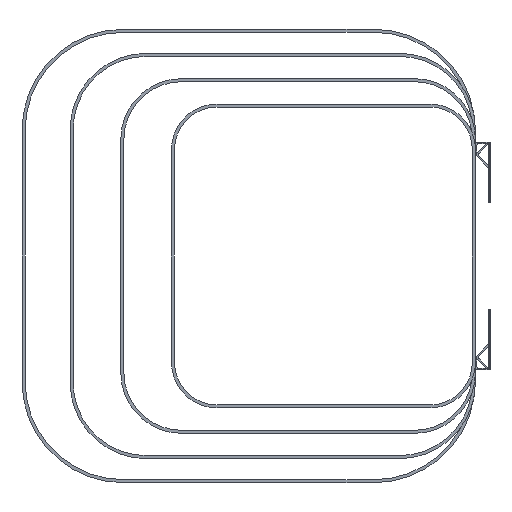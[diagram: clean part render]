
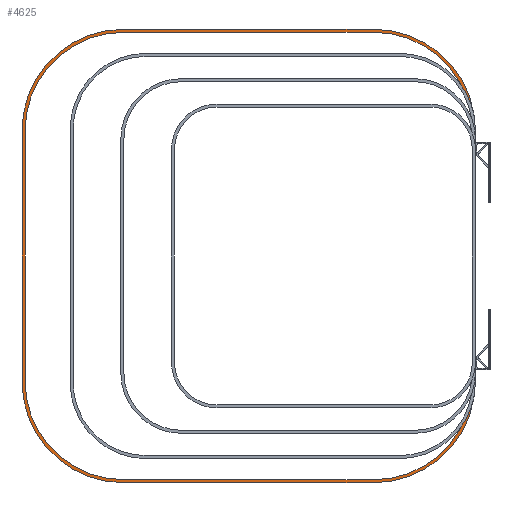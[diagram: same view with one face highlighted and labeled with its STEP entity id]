
A CAD part, left-side view. The second image highlights one B-rep face of the part: STEP entity #4625.
In plain terms, the highlighted planar face has unit normal (-1, 0, 0).
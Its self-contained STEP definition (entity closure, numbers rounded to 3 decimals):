
#4 = VERTEX_POINT ( 'NONE', #1587 ) ;
#13 = EDGE_CURVE ( 'NONE', #1171, #6619, #3168, .T. ) ;
#114 = VERTEX_POINT ( 'NONE', #4394 ) ;
#138 = CARTESIAN_POINT ( 'NONE',  ( -95., 247.5, -447.5 ) ) ;
#159 = LINE ( 'NONE', #6757, #964 ) ;
#232 = DIRECTION ( 'NONE',  ( 0., 0., -1. ) ) ;
#251 = CARTESIAN_POINT ( 'NONE',  ( -95., -247.5, -447.5 ) ) ;
#258 = CIRCLE ( 'NONE', #944, 200. ) ;
#297 = CARTESIAN_POINT ( 'NONE',  ( -95., 247.5, 447.5 ) ) ;
#391 = LINE ( 'NONE', #2551, #1087 ) ;
#559 = VERTEX_POINT ( 'NONE', #1791 ) ;
#669 = FACE_OUTER_BOUND ( 'NONE', #2176, .T. ) ;
#701 = FACE_BOUND ( 'NONE', #6466, .T. ) ;
#728 = CIRCLE ( 'NONE', #3333, 194. ) ;
#746 = VERTEX_POINT ( 'NONE', #251 ) ;
#938 = DIRECTION ( 'NONE',  ( 0., 1., 0. ) ) ;
#944 = AXIS2_PLACEMENT_3D ( 'NONE', #4576, #6416, #1590 ) ;
#964 = VECTOR ( 'NONE', #1359, 1000. ) ;
#976 = CIRCLE ( 'NONE', #6299, 194. ) ;
#1003 = VERTEX_POINT ( 'NONE', #1815 ) ;
#1051 = CARTESIAN_POINT ( 'NONE',  ( -95., 247.5, -247.5 ) ) ;
#1087 = VECTOR ( 'NONE', #2027, 1000. ) ;
#1136 = ORIENTED_EDGE ( 'NONE', *, *, #4407, .T. ) ;
#1171 = VERTEX_POINT ( 'NONE', #1881 ) ;
#1179 = AXIS2_PLACEMENT_3D ( 'NONE', #1051, #6978, #3673 ) ;
#1182 = CARTESIAN_POINT ( 'NONE',  ( -95., 447.5, 247.5 ) ) ;
#1221 = DIRECTION ( 'NONE',  ( 0., 0., 1. ) ) ;
#1292 = CIRCLE ( 'NONE', #1179, 200. ) ;
#1304 = DIRECTION ( 'NONE',  ( 0., 0., -1. ) ) ;
#1359 = DIRECTION ( 'NONE',  ( 0., -1., 0. ) ) ;
#1371 = CARTESIAN_POINT ( 'NONE',  ( -95., 247.5, -447.5 ) ) ;
#1430 = CARTESIAN_POINT ( 'NONE',  ( -95., -441.5, 247.5 ) ) ;
#1548 = AXIS2_PLACEMENT_3D ( 'NONE', #5002, #2295, #4465 ) ;
#1550 = CARTESIAN_POINT ( 'NONE',  ( -95., 247.5, -247.5 ) ) ;
#1587 = CARTESIAN_POINT ( 'NONE',  ( -95., -247.5, -441.5 ) ) ;
#1590 = DIRECTION ( 'NONE',  ( 0., 0., -1. ) ) ;
#1591 = ORIENTED_EDGE ( 'NONE', *, *, #4706, .F. ) ;
#1612 = ORIENTED_EDGE ( 'NONE', *, *, #3327, .T. ) ;
#1762 = DIRECTION ( 'NONE',  ( 1., 0., 0. ) ) ;
#1791 = CARTESIAN_POINT ( 'NONE',  ( -95., 447.5, -247.5 ) ) ;
#1815 = CARTESIAN_POINT ( 'NONE',  ( -95., 247.5, 441.5 ) ) ;
#1881 = CARTESIAN_POINT ( 'NONE',  ( -95., 247.5, -441.5 ) ) ;
#1927 = CARTESIAN_POINT ( 'NONE',  ( -95., -247.5, 441.5 ) ) ;
#1930 = CARTESIAN_POINT ( 'NONE',  ( -95., 247.5, 247.5 ) ) ;
#1934 = CARTESIAN_POINT ( 'NONE',  ( -95., -441.5, 247.5 ) ) ;
#1975 = DIRECTION ( 'NONE',  ( 0., 0., -1. ) ) ;
#2027 = DIRECTION ( 'NONE',  ( 0., 0., -1. ) ) ;
#2041 = AXIS2_PLACEMENT_3D ( 'NONE', #1550, #4709, #5879 ) ;
#2129 = ORIENTED_EDGE ( 'NONE', *, *, #2560, .F. ) ;
#2146 = ORIENTED_EDGE ( 'NONE', *, *, #3419, .F. ) ;
#2157 = EDGE_CURVE ( 'NONE', #746, #4198, #5633, .T. ) ;
#2176 = EDGE_LOOP ( 'NONE', ( #2869, #2129, #1591, #3081, #2146, #5546, #6738, #3148 ) ) ;
#2295 = DIRECTION ( 'NONE',  ( 1., 0., 0. ) ) ;
#2435 = CARTESIAN_POINT ( 'NONE',  ( -95., -247.5, 247.5 ) ) ;
#2551 = CARTESIAN_POINT ( 'NONE',  ( -95., -447.5, 247.5 ) ) ;
#2560 = EDGE_CURVE ( 'NONE', #114, #2591, #5195, .T. ) ;
#2565 = VERTEX_POINT ( 'NONE', #6794 ) ;
#2591 = VERTEX_POINT ( 'NONE', #5866 ) ;
#2668 = VECTOR ( 'NONE', #1221, 1000. ) ;
#2795 = AXIS2_PLACEMENT_3D ( 'NONE', #1930, #5724, #5761 ) ;
#2811 = CARTESIAN_POINT ( 'NONE',  ( -95., -447.5, -247.5 ) ) ;
#2819 = CARTESIAN_POINT ( 'NONE',  ( -95., 247.5, 247.5 ) ) ;
#2869 = ORIENTED_EDGE ( 'NONE', *, *, #6368, .F. ) ;
#2937 = DIRECTION ( 'NONE',  ( 1., 0., 0. ) ) ;
#2994 = ORIENTED_EDGE ( 'NONE', *, *, #5988, .T. ) ;
#2997 = EDGE_CURVE ( 'NONE', #4995, #746, #258, .T. ) ;
#3040 = CARTESIAN_POINT ( 'NONE',  ( -95., -247.5, -247.5 ) ) ;
#3081 = ORIENTED_EDGE ( 'NONE', *, *, #6604, .F. ) ;
#3087 = DIRECTION ( 'NONE',  ( 0., 0., -1. ) ) ;
#3148 = ORIENTED_EDGE ( 'NONE', *, *, #6464, .F. ) ;
#3168 = CIRCLE ( 'NONE', #2041, 194. ) ;
#3273 = LINE ( 'NONE', #1182, #2668 ) ;
#3327 = EDGE_CURVE ( 'NONE', #6265, #4806, #728, .T. ) ;
#3333 = AXIS2_PLACEMENT_3D ( 'NONE', #2435, #2937, #1304 ) ;
#3367 = LINE ( 'NONE', #5535, #6102 ) ;
#3419 = EDGE_CURVE ( 'NONE', #4198, #559, #1292, .T. ) ;
#3672 = VERTEX_POINT ( 'NONE', #6764 ) ;
#3673 = DIRECTION ( 'NONE',  ( 0., 0., 1. ) ) ;
#3879 = ORIENTED_EDGE ( 'NONE', *, *, #5789, .T. ) ;
#3940 = CIRCLE ( 'NONE', #6200, 194. ) ;
#4097 = VECTOR ( 'NONE', #6736, 1000. ) ;
#4149 = CIRCLE ( 'NONE', #2795, 200. ) ;
#4154 = CARTESIAN_POINT ( 'NONE',  ( -95., -247.5, 247.5 ) ) ;
#4198 = VERTEX_POINT ( 'NONE', #138 ) ;
#4264 = CARTESIAN_POINT ( 'NONE',  ( -95., -441.5, -247.5 ) ) ;
#4394 = CARTESIAN_POINT ( 'NONE',  ( -95., 247.5, 447.5 ) ) ;
#4407 = EDGE_CURVE ( 'NONE', #5253, #4, #976, .T. ) ;
#4413 = ORIENTED_EDGE ( 'NONE', *, *, #5228, .T. ) ;
#4465 = DIRECTION ( 'NONE',  ( 0., 0., -1. ) ) ;
#4576 = CARTESIAN_POINT ( 'NONE',  ( -95., -247.5, -247.5 ) ) ;
#4625 = ADVANCED_FACE ( 'NONE', ( #701, #669 ), #5950, .F. ) ;
#4630 = DIRECTION ( 'NONE',  ( 0., -1., 0. ) ) ;
#4706 = EDGE_CURVE ( 'NONE', #5938, #114, #4149, .T. ) ;
#4709 = DIRECTION ( 'NONE',  ( 1., 0., 0. ) ) ;
#4806 = VERTEX_POINT ( 'NONE', #1430 ) ;
#4938 = ORIENTED_EDGE ( 'NONE', *, *, #13, .T. ) ;
#4943 = CIRCLE ( 'NONE', #5511, 200. ) ;
#4995 = VERTEX_POINT ( 'NONE', #2811 ) ;
#4998 = DIRECTION ( 'NONE',  ( 0., 0., 1. ) ) ;
#5002 = CARTESIAN_POINT ( 'NONE',  ( -95., -247.5, 247.5 ) ) ;
#5079 = VECTOR ( 'NONE', #232, 1000. ) ;
#5195 = LINE ( 'NONE', #297, #6154 ) ;
#5207 = DIRECTION ( 'NONE',  ( 1., 0., 0. ) ) ;
#5228 = EDGE_CURVE ( 'NONE', #3672, #1003, #3940, .T. ) ;
#5253 = VERTEX_POINT ( 'NONE', #4264 ) ;
#5511 = AXIS2_PLACEMENT_3D ( 'NONE', #4154, #6354, #3087 ) ;
#5530 = DIRECTION ( 'NONE',  ( 0., 0., -1. ) ) ;
#5535 = CARTESIAN_POINT ( 'NONE',  ( -95., 441.5, 247.5 ) ) ;
#5546 = ORIENTED_EDGE ( 'NONE', *, *, #2157, .F. ) ;
#5630 = LINE ( 'NONE', #1934, #5079 ) ;
#5633 = LINE ( 'NONE', #1371, #4097 ) ;
#5724 = DIRECTION ( 'NONE',  ( 1., 0., 0. ) ) ;
#5761 = DIRECTION ( 'NONE',  ( 0., 0., -1. ) ) ;
#5766 = EDGE_CURVE ( 'NONE', #6619, #3672, #3367, .T. ) ;
#5789 = EDGE_CURVE ( 'NONE', #4806, #5253, #5630, .T. ) ;
#5866 = CARTESIAN_POINT ( 'NONE',  ( -95., -247.5, 447.5 ) ) ;
#5879 = DIRECTION ( 'NONE',  ( 0., 0., 1. ) ) ;
#5938 = VERTEX_POINT ( 'NONE', #6441 ) ;
#5950 = PLANE ( 'NONE',  #1548 ) ;
#5962 = ORIENTED_EDGE ( 'NONE', *, *, #6202, .T. ) ;
#5988 = EDGE_CURVE ( 'NONE', #4, #1171, #6400, .T. ) ;
#6075 = VECTOR ( 'NONE', #938, 1000. ) ;
#6102 = VECTOR ( 'NONE', #4998, 1000. ) ;
#6154 = VECTOR ( 'NONE', #4630, 1000. ) ;
#6200 = AXIS2_PLACEMENT_3D ( 'NONE', #2819, #1762, #5530 ) ;
#6202 = EDGE_CURVE ( 'NONE', #1003, #6265, #159, .T. ) ;
#6265 = VERTEX_POINT ( 'NONE', #1927 ) ;
#6299 = AXIS2_PLACEMENT_3D ( 'NONE', #3040, #5207, #1975 ) ;
#6354 = DIRECTION ( 'NONE',  ( 1., 0., 0. ) ) ;
#6361 = CARTESIAN_POINT ( 'NONE',  ( -95., 247.5, -441.5 ) ) ;
#6368 = EDGE_CURVE ( 'NONE', #2591, #2565, #4943, .T. ) ;
#6400 = LINE ( 'NONE', #6361, #6075 ) ;
#6416 = DIRECTION ( 'NONE',  ( 1., 0., 0. ) ) ;
#6441 = CARTESIAN_POINT ( 'NONE',  ( -95., 447.5, 247.5 ) ) ;
#6464 = EDGE_CURVE ( 'NONE', #2565, #4995, #391, .T. ) ;
#6466 = EDGE_LOOP ( 'NONE', ( #6932, #4413, #5962, #1612, #3879, #1136, #2994, #4938 ) ) ;
#6604 = EDGE_CURVE ( 'NONE', #559, #5938, #3273, .T. ) ;
#6619 = VERTEX_POINT ( 'NONE', #6685 ) ;
#6685 = CARTESIAN_POINT ( 'NONE',  ( -95., 441.5, -247.5 ) ) ;
#6736 = DIRECTION ( 'NONE',  ( 0., 1., 0. ) ) ;
#6738 = ORIENTED_EDGE ( 'NONE', *, *, #2997, .F. ) ;
#6757 = CARTESIAN_POINT ( 'NONE',  ( -95., 247.5, 441.5 ) ) ;
#6764 = CARTESIAN_POINT ( 'NONE',  ( -95., 441.5, 247.5 ) ) ;
#6794 = CARTESIAN_POINT ( 'NONE',  ( -95., -447.5, 247.5 ) ) ;
#6932 = ORIENTED_EDGE ( 'NONE', *, *, #5766, .T. ) ;
#6978 = DIRECTION ( 'NONE',  ( 1., 0., 0. ) ) ;
